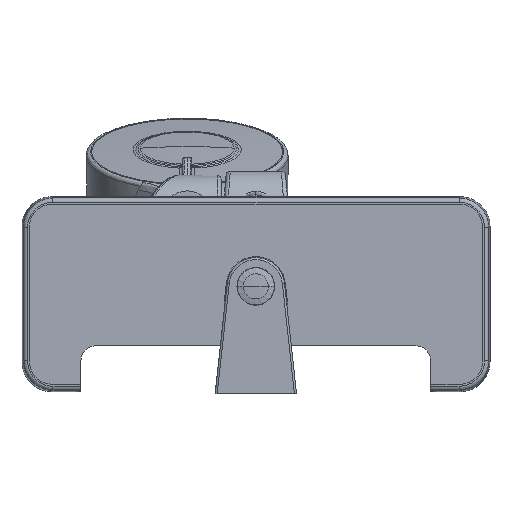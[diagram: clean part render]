
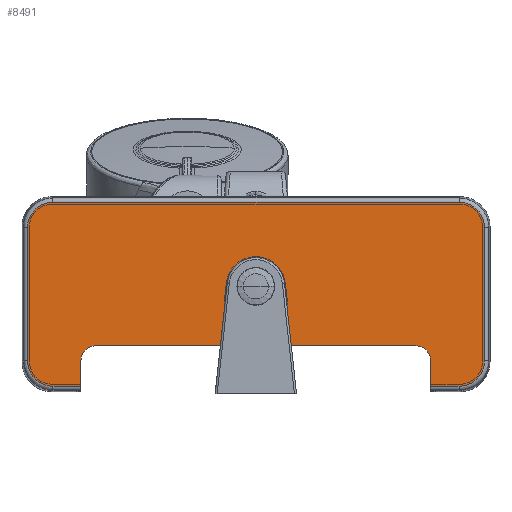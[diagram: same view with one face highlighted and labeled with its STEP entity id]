
A CAD part, front view. The second image highlights one B-rep face of the part: STEP entity #8491.
In plain terms, the highlighted planar face has unit normal (0, -1, 0).
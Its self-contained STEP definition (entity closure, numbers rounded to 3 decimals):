
#543 = DIRECTION ( 'NONE',  ( 1., 0., 0. ) ) ;
#854 = LINE ( 'NONE', #6113, #10373 ) ;
#935 = CARTESIAN_POINT ( 'NONE',  ( 0., -316.95, 3.508 ) ) ;
#1075 = CARTESIAN_POINT ( 'NONE',  ( -82.32, -316.95, 0.5 ) ) ;
#1416 = LINE ( 'NONE', #4868, #8158 ) ;
#1434 = VECTOR ( 'NONE', #13334, 1000. ) ;
#1468 = CIRCLE ( 'NONE', #19037, 7. ) ;
#1766 = CARTESIAN_POINT ( 'NONE',  ( 95.648, -316.95, 90.117 ) ) ;
#1832 = ORIENTED_EDGE ( 'NONE', *, *, #11654, .T. ) ;
#1847 = DIRECTION ( 'NONE',  ( 0., 0., 1. ) ) ;
#2332 = CARTESIAN_POINT ( 'NONE',  ( -107.47, -316.95, 15.506 ) ) ;
#2907 = EDGE_CURVE ( 'NONE', #19266, #6312, #15324, .T. ) ;
#3273 = CARTESIAN_POINT ( 'NONE',  ( -102.501, -316.95, 90.117 ) ) ;
#3371 = CARTESIAN_POINT ( 'NONE',  ( 107.646, -316.95, 78.119 ) ) ;
#3823 = DIRECTION ( 'NONE',  ( 0., 1., 0. ) ) ;
#3959 = EDGE_CURVE ( 'NONE', #18853, #28045, #11959, .T. ) ;
#4125 = CARTESIAN_POINT ( 'NONE',  ( 82.32, -316.95, 0.5 ) ) ;
#4177 = EDGE_CURVE ( 'NONE', #15409, #19266, #11270, .T. ) ;
#4254 = CARTESIAN_POINT ( 'NONE',  ( 75.32, -316.95, 22.535 ) ) ;
#4394 = CARTESIAN_POINT ( 'NONE',  ( -107.47, -316.95, 8.477 ) ) ;
#4702 = CARTESIAN_POINT ( 'NONE',  ( 0., -316.95, 22.535 ) ) ;
#4868 = CARTESIAN_POINT ( 'NONE',  ( -107.47, -316.95, 0.5 ) ) ;
#4886 = CARTESIAN_POINT ( 'NONE',  ( -107.47, -316.95, 78.119 ) ) ;
#4894 = CARTESIAN_POINT ( 'NONE',  ( -95.472, -316.95, 3.508 ) ) ;
#5532 = CARTESIAN_POINT ( 'NONE',  ( 107.646, -316.95, 15.506 ) ) ;
#6044 = LINE ( 'NONE', #1075, #7365 ) ;
#6081 = CARTESIAN_POINT ( 'NONE',  ( 107.646, -316.95, 78.119 ) ) ;
#6113 = CARTESIAN_POINT ( 'NONE',  ( 0., -316.95, 3.508 ) ) ;
#6223 = LINE ( 'NONE', #12470, #26986 ) ;
#6312 = VERTEX_POINT ( 'NONE', #9643 ) ;
#7365 = VECTOR ( 'NONE', #26721, 1000. ) ;
#7844 = EDGE_CURVE ( 'NONE', #24115, #19170, #11395, .T. ) ;
#8060 = EDGE_CURVE ( 'NONE', #10979, #12697, #12960, .T. ) ;
#8158 = VECTOR ( 'NONE', #20239, 1000. ) ;
#8303 = CARTESIAN_POINT ( 'NONE',  ( 82.32, -316.95, 3.508 ) ) ;
#8434 = CARTESIAN_POINT ( 'NONE',  ( -107.47, -316.95, 15.506 ) ) ;
#8491 = ADVANCED_FACE ( 'NONE', ( #15082 ), #19550, .F. ) ;
#8529 = CIRCLE ( 'NONE', #12523, 7. ) ;
#9152 = ORIENTED_EDGE ( 'NONE', *, *, #14699, .T. ) ;
#9422 = DIRECTION ( 'NONE',  ( 0., 1., 0. ) ) ;
#9643 = CARTESIAN_POINT ( 'NONE',  ( -82.32, -316.95, 3.508 ) ) ;
#9772 = EDGE_CURVE ( 'NONE', #19170, #18853, #6223, .T. ) ;
#9821 = CARTESIAN_POINT ( 'NONE',  ( -107.47, -316.95, 78.119 ) ) ;
#10292 = DIRECTION ( 'NONE',  ( 0., 0., 1. ) ) ;
#10373 = VECTOR ( 'NONE', #21219, 1000. ) ;
#10589 = LINE ( 'NONE', #4702, #26557 ) ;
#10613 = CARTESIAN_POINT ( 'NONE',  ( 107.646, -316.95, 8.477 ) ) ;
#10979 = VERTEX_POINT ( 'NONE', #19559 ) ;
#10995 = CARTESIAN_POINT ( 'NONE',  ( -95.472, -316.95, 90.117 ) ) ;
#11133 = ORIENTED_EDGE ( 'NONE', *, *, #15980, .T. ) ;
#11270 =( BOUNDED_CURVE ( )  B_SPLINE_CURVE ( 3, ( #2332, #4394, #26262, #19302 ),
 .UNSPECIFIED., .F., .F. ) 
 B_SPLINE_CURVE_WITH_KNOTS ( ( 4, 4 ),
 ( 2.356, 3.927 ),
 .UNSPECIFIED. ) 
 CURVE ( )  GEOMETRIC_REPRESENTATION_ITEM ( )  RATIONAL_B_SPLINE_CURVE ( ( 1., 0.805, 0.805, 1. ) ) 
 REPRESENTATION_ITEM ( '' )  );
#11395 =( BOUNDED_CURVE ( )  B_SPLINE_CURVE ( 3, ( #3371, #16767, #12310, #22953 ),
 .UNSPECIFIED., .F., .F. ) 
 B_SPLINE_CURVE_WITH_KNOTS ( ( 4, 4 ),
 ( 2.356, 3.927 ),
 .UNSPECIFIED. ) 
 CURVE ( )  GEOMETRIC_REPRESENTATION_ITEM ( )  RATIONAL_B_SPLINE_CURVE ( ( 1., 0.805, 0.805, 1. ) ) 
 REPRESENTATION_ITEM ( '' )  );
#11654 = EDGE_CURVE ( 'NONE', #21597, #24115, #26955, .T. ) ;
#11865 = ORIENTED_EDGE ( 'NONE', *, *, #4177, .T. ) ;
#11867 = VERTEX_POINT ( 'NONE', #21283 ) ;
#11959 =( BOUNDED_CURVE ( )  B_SPLINE_CURVE ( 3, ( #20933, #3273, #27221, #9821 ),
 .UNSPECIFIED., .F., .F. ) 
 B_SPLINE_CURVE_WITH_KNOTS ( ( 4, 4 ),
 ( 2.356, 3.927 ),
 .UNSPECIFIED. ) 
 CURVE ( )  GEOMETRIC_REPRESENTATION_ITEM ( )  RATIONAL_B_SPLINE_CURVE ( ( 1., 0.805, 0.805, 1. ) ) 
 REPRESENTATION_ITEM ( '' )  );
#12011 = EDGE_CURVE ( 'NONE', #19389, #10979, #1468, .T. ) ;
#12310 = CARTESIAN_POINT ( 'NONE',  ( 102.677, -316.95, 90.117 ) ) ;
#12371 = DIRECTION ( 'NONE',  ( 0., 0., 1. ) ) ;
#12470 = CARTESIAN_POINT ( 'NONE',  ( 0., -316.95, 90.117 ) ) ;
#12523 = AXIS2_PLACEMENT_3D ( 'NONE', #13870, #9422, #18135 ) ;
#12697 = VERTEX_POINT ( 'NONE', #8303 ) ;
#12960 = LINE ( 'NONE', #4125, #1434 ) ;
#13334 = DIRECTION ( 'NONE',  ( 0., 0., -1. ) ) ;
#13870 = CARTESIAN_POINT ( 'NONE',  ( -75.32, -316.95, 15.535 ) ) ;
#14006 = VECTOR ( 'NONE', #12371, 1000. ) ;
#14029 = EDGE_CURVE ( 'NONE', #24423, #11867, #8529, .T. ) ;
#14671 = CARTESIAN_POINT ( 'NONE',  ( 107.646, -316.95, 15.506 ) ) ;
#14699 = EDGE_CURVE ( 'NONE', #11867, #19389, #10589, .T. ) ;
#15082 = FACE_OUTER_BOUND ( 'NONE', #18645, .T. ) ;
#15324 = LINE ( 'NONE', #935, #17716 ) ;
#15409 = VERTEX_POINT ( 'NONE', #8434 ) ;
#15980 = EDGE_CURVE ( 'NONE', #27369, #21597, #22309, .T. ) ;
#16198 = EDGE_CURVE ( 'NONE', #28045, #15409, #1416, .T. ) ;
#16285 = CARTESIAN_POINT ( 'NONE',  ( 95.648, -316.95, 3.508 ) ) ;
#16767 = CARTESIAN_POINT ( 'NONE',  ( 107.646, -316.95, 85.148 ) ) ;
#17289 = DIRECTION ( 'NONE',  ( 0., 1., 0. ) ) ;
#17649 = ORIENTED_EDGE ( 'NONE', *, *, #14029, .T. ) ;
#17716 = VECTOR ( 'NONE', #543, 1000. ) ;
#17754 = ORIENTED_EDGE ( 'NONE', *, *, #12011, .T. ) ;
#18135 = DIRECTION ( 'NONE',  ( 0., 0., 1. ) ) ;
#18516 = ORIENTED_EDGE ( 'NONE', *, *, #16198, .T. ) ;
#18645 = EDGE_LOOP ( 'NONE', ( #11865, #19448, #21662, #17649, #9152, #17754, #21310, #26704, #11133, #1832, #18752, #21123, #19483, #18516 ) ) ;
#18752 = ORIENTED_EDGE ( 'NONE', *, *, #7844, .T. ) ;
#18853 = VERTEX_POINT ( 'NONE', #10995 ) ;
#19037 = AXIS2_PLACEMENT_3D ( 'NONE', #23308, #3823, #10292 ) ;
#19170 = VERTEX_POINT ( 'NONE', #1766 ) ;
#19266 = VERTEX_POINT ( 'NONE', #4894 ) ;
#19302 = CARTESIAN_POINT ( 'NONE',  ( -95.472, -316.95, 3.508 ) ) ;
#19389 = VERTEX_POINT ( 'NONE', #4254 ) ;
#19448 = ORIENTED_EDGE ( 'NONE', *, *, #2907, .T. ) ;
#19483 = ORIENTED_EDGE ( 'NONE', *, *, #3959, .T. ) ;
#19550 = PLANE ( 'NONE',  #24695 ) ;
#19559 = CARTESIAN_POINT ( 'NONE',  ( 82.32, -316.95, 15.535 ) ) ;
#20189 = CARTESIAN_POINT ( 'NONE',  ( -82.32, -316.95, 15.535 ) ) ;
#20239 = DIRECTION ( 'NONE',  ( 0., 0., -1. ) ) ;
#20933 = CARTESIAN_POINT ( 'NONE',  ( -95.472, -316.95, 90.117 ) ) ;
#21090 = DIRECTION ( 'NONE',  ( -1., 0., 0. ) ) ;
#21123 = ORIENTED_EDGE ( 'NONE', *, *, #9772, .T. ) ;
#21219 = DIRECTION ( 'NONE',  ( 1., 0., 0. ) ) ;
#21283 = CARTESIAN_POINT ( 'NONE',  ( -75.32, -316.95, 22.535 ) ) ;
#21310 = ORIENTED_EDGE ( 'NONE', *, *, #8060, .T. ) ;
#21323 = CARTESIAN_POINT ( 'NONE',  ( 95.648, -316.95, 3.508 ) ) ;
#21407 = CARTESIAN_POINT ( 'NONE',  ( 102.677, -316.95, 3.508 ) ) ;
#21597 = VERTEX_POINT ( 'NONE', #5532 ) ;
#21662 = ORIENTED_EDGE ( 'NONE', *, *, #21817, .T. ) ;
#21817 = EDGE_CURVE ( 'NONE', #6312, #24423, #6044, .T. ) ;
#22309 =( BOUNDED_CURVE ( )  B_SPLINE_CURVE ( 3, ( #21323, #21407, #10613, #14671 ),
 .UNSPECIFIED., .F., .F. ) 
 B_SPLINE_CURVE_WITH_KNOTS ( ( 4, 4 ),
 ( 2.356, 3.927 ),
 .UNSPECIFIED. ) 
 CURVE ( )  GEOMETRIC_REPRESENTATION_ITEM ( )  RATIONAL_B_SPLINE_CURVE ( ( 1., 0.805, 0.805, 1. ) ) 
 REPRESENTATION_ITEM ( '' )  );
#22953 = CARTESIAN_POINT ( 'NONE',  ( 95.648, -316.95, 90.117 ) ) ;
#23308 = CARTESIAN_POINT ( 'NONE',  ( 75.32, -316.95, 15.535 ) ) ;
#24115 = VERTEX_POINT ( 'NONE', #6081 ) ;
#24423 = VERTEX_POINT ( 'NONE', #20189 ) ;
#24695 = AXIS2_PLACEMENT_3D ( 'NONE', #25959, #17289, #1847 ) ;
#25209 = CARTESIAN_POINT ( 'NONE',  ( 107.646, -316.95, 0.5 ) ) ;
#25959 = CARTESIAN_POINT ( 'NONE',  ( 0., -316.95, 0.5 ) ) ;
#26262 = CARTESIAN_POINT ( 'NONE',  ( -102.501, -316.95, 3.508 ) ) ;
#26483 = DIRECTION ( 'NONE',  ( 1., 0., 0. ) ) ;
#26557 = VECTOR ( 'NONE', #26483, 1000. ) ;
#26704 = ORIENTED_EDGE ( 'NONE', *, *, #28196, .T. ) ;
#26721 = DIRECTION ( 'NONE',  ( 0., 0., 1. ) ) ;
#26955 = LINE ( 'NONE', #25209, #14006 ) ;
#26986 = VECTOR ( 'NONE', #21090, 1000. ) ;
#27221 = CARTESIAN_POINT ( 'NONE',  ( -107.47, -316.95, 85.148 ) ) ;
#27369 = VERTEX_POINT ( 'NONE', #16285 ) ;
#28045 = VERTEX_POINT ( 'NONE', #4886 ) ;
#28196 = EDGE_CURVE ( 'NONE', #12697, #27369, #854, .T. ) ;
